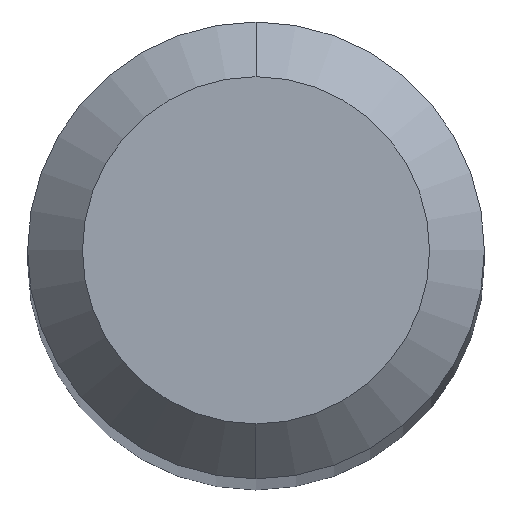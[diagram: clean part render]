
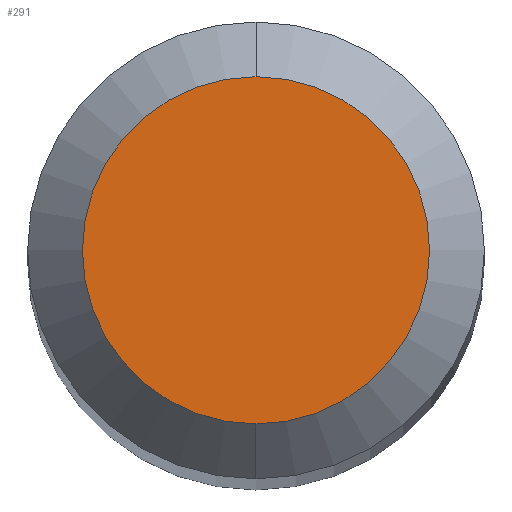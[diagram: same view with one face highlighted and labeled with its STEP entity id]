
A CAD part, top view. The second image highlights one B-rep face of the part: STEP entity #291.
In plain terms, the highlighted planar face has unit normal (0, 0, 1).
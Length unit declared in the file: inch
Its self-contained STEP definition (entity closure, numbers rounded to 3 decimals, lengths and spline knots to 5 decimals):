
#1 = CARTESIAN_POINT ( 'NONE',  ( 0., -0.0475, 0. ) ) ;
#17 = FACE_OUTER_BOUND ( 'NONE', #96, .T. ) ;
#25 = PLANE ( 'NONE',  #40 ) ;
#40 = AXIS2_PLACEMENT_3D ( 'NONE', #307, #346, #378 ) ;
#61 = ORIENTED_EDGE ( 'NONE', *, *, #301, .T. ) ;
#62 = VERTEX_POINT ( 'NONE', #206 ) ;
#79 = ORIENTED_EDGE ( 'NONE', *, *, #118, .T. ) ;
#82 = CIRCLE ( 'NONE', #216, 0.0475 ) ;
#96 = EDGE_LOOP ( 'NONE', ( #79, #61 ) ) ;
#118 = EDGE_CURVE ( 'NONE', #62, #482, #82, .T. ) ;
#123 = DIRECTION ( 'NONE',  ( 0., 0., 1. ) ) ;
#144 = DIRECTION ( 'NONE',  ( 0., -1., 0. ) ) ;
#184 = CARTESIAN_POINT ( 'NONE',  ( 0., 0., 0. ) ) ;
#196 = CIRCLE ( 'NONE', #217, 0.0475 ) ;
#206 = CARTESIAN_POINT ( 'NONE',  ( 0., 0.0475, 0. ) ) ;
#216 = AXIS2_PLACEMENT_3D ( 'NONE', #398, #123, #450 ) ;
#217 = AXIS2_PLACEMENT_3D ( 'NONE', #184, #354, #144 ) ;
#291 = ADVANCED_FACE ( 'NONE', ( #17 ), #25, .F. ) ;
#301 = EDGE_CURVE ( 'NONE', #482, #62, #196, .T. ) ;
#307 = CARTESIAN_POINT ( 'NONE',  ( 0., 0.0475, 0. ) ) ;
#346 = DIRECTION ( 'NONE',  ( 0., 0., -1. ) ) ;
#354 = DIRECTION ( 'NONE',  ( 0., 0., 1. ) ) ;
#378 = DIRECTION ( 'NONE',  ( 0., 1., 0. ) ) ;
#398 = CARTESIAN_POINT ( 'NONE',  ( 0., 0., 0. ) ) ;
#450 = DIRECTION ( 'NONE',  ( 0., -1., 0. ) ) ;
#482 = VERTEX_POINT ( 'NONE', #1 ) ;
